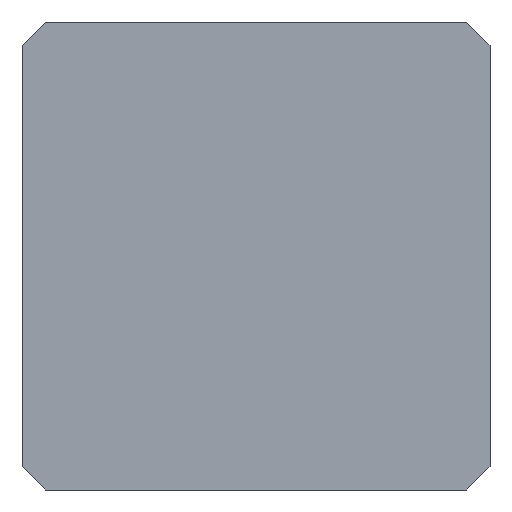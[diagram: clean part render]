
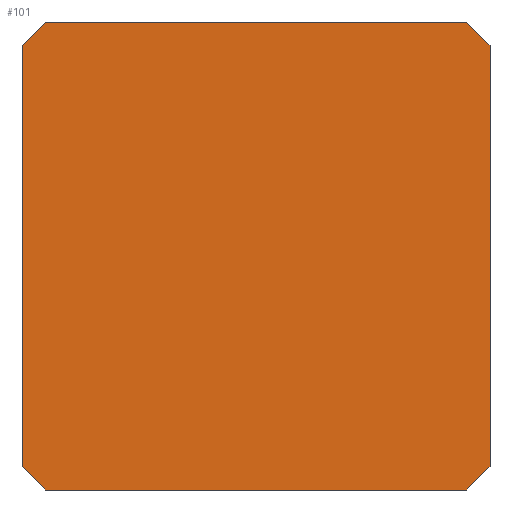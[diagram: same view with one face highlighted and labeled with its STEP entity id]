
A CAD part, front view. The second image highlights one B-rep face of the part: STEP entity #101.
In plain terms, the highlighted planar face has unit normal (0, -1, 0).
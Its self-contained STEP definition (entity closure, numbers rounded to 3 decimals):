
#12 = PLANE ( 'NONE',  #266 ) ;
#19 = LINE ( 'NONE', #80, #264 ) ;
#20 = LINE ( 'NONE', #310, #155 ) ;
#29 = DIRECTION ( 'NONE',  ( 1., 0., 0. ) ) ;
#34 = VERTEX_POINT ( 'NONE', #126 ) ;
#35 = VECTOR ( 'NONE', #183, 1000. ) ;
#37 = VERTEX_POINT ( 'NONE', #208 ) ;
#40 = ORIENTED_EDGE ( 'NONE', *, *, #300, .T. ) ;
#46 = ORIENTED_EDGE ( 'NONE', *, *, #145, .F. ) ;
#47 = FACE_OUTER_BOUND ( 'NONE', #134, .T. ) ;
#60 = VECTOR ( 'NONE', #246, 1000. ) ;
#62 = VERTEX_POINT ( 'NONE', #232 ) ;
#68 = ORIENTED_EDGE ( 'NONE', *, *, #239, .T. ) ;
#73 = ORIENTED_EDGE ( 'NONE', *, *, #368, .F. ) ;
#80 = CARTESIAN_POINT ( 'NONE',  ( -200., 0., 200. ) ) ;
#92 = EDGE_CURVE ( 'NONE', #34, #62, #262, .T. ) ;
#93 = EDGE_CURVE ( 'NONE', #317, #260, #327, .T. ) ;
#95 = VECTOR ( 'NONE', #338, 1000. ) ;
#101 = ADVANCED_FACE ( 'NONE', ( #47 ), #12, .T. ) ;
#107 = CARTESIAN_POINT ( 'NONE',  ( -200., 0., -200. ) ) ;
#114 = LINE ( 'NONE', #279, #315 ) ;
#126 = CARTESIAN_POINT ( 'NONE',  ( -180., 0., 200. ) ) ;
#134 = EDGE_LOOP ( 'NONE', ( #46, #152, #292, #40, #254, #203, #73, #68 ) ) ;
#143 = VECTOR ( 'NONE', #197, 1000. ) ;
#144 = CARTESIAN_POINT ( 'NONE',  ( -200., 0., -180. ) ) ;
#145 = EDGE_CURVE ( 'NONE', #34, #228, #19, .T. ) ;
#152 = ORIENTED_EDGE ( 'NONE', *, *, #92, .T. ) ;
#155 = VECTOR ( 'NONE', #185, 1000. ) ;
#160 = DIRECTION ( 'NONE',  ( 0., -1., 0. ) ) ;
#167 = CARTESIAN_POINT ( 'NONE',  ( 190., 0., 190. ) ) ;
#177 = EDGE_CURVE ( 'NONE', #317, #37, #217, .T. ) ;
#178 = VERTEX_POINT ( 'NONE', #287 ) ;
#183 = DIRECTION ( 'NONE',  ( 0.707, 0., 0.707 ) ) ;
#184 = VERTEX_POINT ( 'NONE', #144 ) ;
#185 = DIRECTION ( 'NONE',  ( 0., 0., -1. ) ) ;
#193 = LINE ( 'NONE', #306, #60 ) ;
#197 = DIRECTION ( 'NONE',  ( -1., 0., 0. ) ) ;
#203 = ORIENTED_EDGE ( 'NONE', *, *, #93, .T. ) ;
#207 = CARTESIAN_POINT ( 'NONE',  ( 0., 0., 0. ) ) ;
#208 = CARTESIAN_POINT ( 'NONE',  ( -180., 0., -200. ) ) ;
#212 = CARTESIAN_POINT ( 'NONE',  ( 190., 0., -190. ) ) ;
#213 = CARTESIAN_POINT ( 'NONE',  ( 200., 0., -180. ) ) ;
#217 = LINE ( 'NONE', #107, #143 ) ;
#219 = DIRECTION ( 'NONE',  ( 0.707, 0., -0.707 ) ) ;
#221 = CARTESIAN_POINT ( 'NONE',  ( 180., 0., -200. ) ) ;
#228 = VERTEX_POINT ( 'NONE', #336 ) ;
#232 = CARTESIAN_POINT ( 'NONE',  ( -200., 0., 180. ) ) ;
#235 = DIRECTION ( 'NONE',  ( 0., 0., -1. ) ) ;
#239 = EDGE_CURVE ( 'NONE', #178, #228, #276, .T. ) ;
#246 = DIRECTION ( 'NONE',  ( 0., 0., 1. ) ) ;
#254 = ORIENTED_EDGE ( 'NONE', *, *, #177, .F. ) ;
#260 = VERTEX_POINT ( 'NONE', #213 ) ;
#262 = LINE ( 'NONE', #323, #335 ) ;
#264 = VECTOR ( 'NONE', #29, 1000. ) ;
#266 = AXIS2_PLACEMENT_3D ( 'NONE', #207, #160, #235 ) ;
#276 = LINE ( 'NONE', #167, #95 ) ;
#279 = CARTESIAN_POINT ( 'NONE',  ( -190., 0., -190. ) ) ;
#287 = CARTESIAN_POINT ( 'NONE',  ( 200., 0., 180. ) ) ;
#292 = ORIENTED_EDGE ( 'NONE', *, *, #326, .F. ) ;
#300 = EDGE_CURVE ( 'NONE', #184, #37, #114, .T. ) ;
#301 = DIRECTION ( 'NONE',  ( -0.707, 0., -0.707 ) ) ;
#306 = CARTESIAN_POINT ( 'NONE',  ( -200., 0., 200. ) ) ;
#310 = CARTESIAN_POINT ( 'NONE',  ( 200., 0., 200. ) ) ;
#315 = VECTOR ( 'NONE', #219, 1000. ) ;
#317 = VERTEX_POINT ( 'NONE', #221 ) ;
#323 = CARTESIAN_POINT ( 'NONE',  ( -190., 0., 190. ) ) ;
#326 = EDGE_CURVE ( 'NONE', #184, #62, #193, .T. ) ;
#327 = LINE ( 'NONE', #212, #35 ) ;
#335 = VECTOR ( 'NONE', #301, 1000. ) ;
#336 = CARTESIAN_POINT ( 'NONE',  ( 180., 0., 200. ) ) ;
#338 = DIRECTION ( 'NONE',  ( -0.707, 0., 0.707 ) ) ;
#368 = EDGE_CURVE ( 'NONE', #178, #260, #20, .T. ) ;
